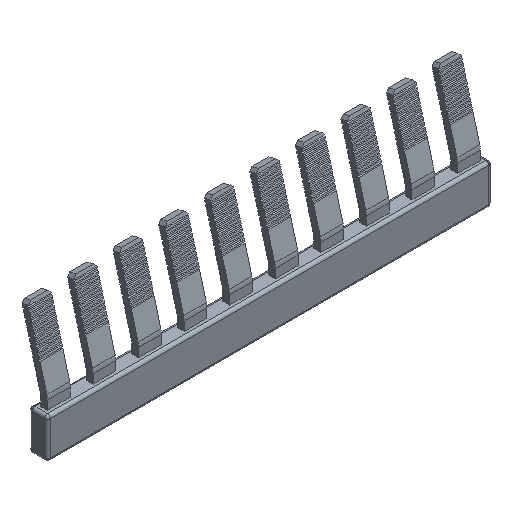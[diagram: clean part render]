
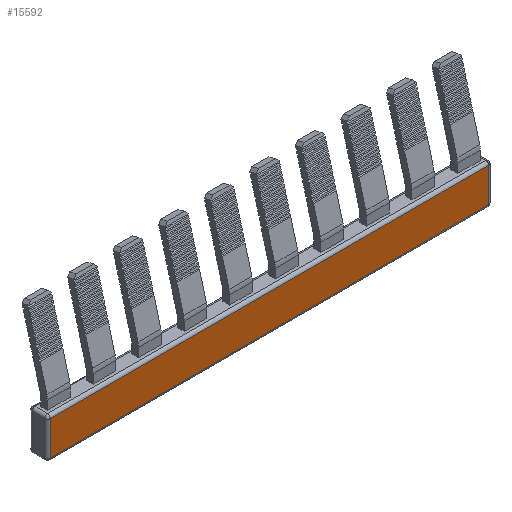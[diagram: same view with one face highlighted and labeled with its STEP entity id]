
A CAD part, isometric view. The second image highlights one B-rep face of the part: STEP entity #15592.
In plain terms, the highlighted planar face has unit normal (0, -1, 0).
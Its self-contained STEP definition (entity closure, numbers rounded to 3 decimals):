
#179 = LINE ( 'NONE', #3204, #1149 ) ;
#736 = CARTESIAN_POINT ( 'NONE',  ( -38.5, -1.6, 5.56 ) ) ;
#807 = EDGE_CURVE ( 'NONE', #25355, #34923, #7337, .T. ) ;
#921 = LINE ( 'NONE', #27995, #6961 ) ;
#1082 = VECTOR ( 'NONE', #17525, 1000. ) ;
#1149 = VECTOR ( 'NONE', #25085, 1000. ) ;
#1972 = DIRECTION ( 'NONE',  ( 1., 0., 0. ) ) ;
#2154 = CARTESIAN_POINT ( 'NONE',  ( 38.5, -1.6, 5.56 ) ) ;
#3204 = CARTESIAN_POINT ( 'NONE',  ( 38.5, -1.6, -0.44 ) ) ;
#3749 = ORIENTED_EDGE ( 'NONE', *, *, #22247, .T. ) ;
#6961 = VECTOR ( 'NONE', #30500, 1000. ) ;
#7007 = PLANE ( 'NONE',  #12253 ) ;
#7188 = CARTESIAN_POINT ( 'NONE',  ( 38.5, -1.6, -0.44 ) ) ;
#7288 = EDGE_CURVE ( 'NONE', #25113, #19958, #25792, .T. ) ;
#7337 = LINE ( 'NONE', #32078, #7926 ) ;
#7926 = VECTOR ( 'NONE', #10016, 1000. ) ;
#10016 = DIRECTION ( 'NONE',  ( 0., 0., -1. ) ) ;
#11687 = ORIENTED_EDGE ( 'NONE', *, *, #26288, .T. ) ;
#12253 = AXIS2_PLACEMENT_3D ( 'NONE', #2154, #20632, #1972 ) ;
#13967 = ORIENTED_EDGE ( 'NONE', *, *, #7288, .T. ) ;
#15592 = ADVANCED_FACE ( 'NONE', ( #20793 ), #7007, .F. ) ;
#17525 = DIRECTION ( 'NONE',  ( 0., 0., 1. ) ) ;
#17881 = CARTESIAN_POINT ( 'NONE',  ( 38.5, -1.6, 5.56 ) ) ;
#17900 = CARTESIAN_POINT ( 'NONE',  ( -38.5, -1.6, -0.44 ) ) ;
#19958 = VERTEX_POINT ( 'NONE', #31468 ) ;
#20632 = DIRECTION ( 'NONE',  ( 0., 1., 0. ) ) ;
#20793 = FACE_OUTER_BOUND ( 'NONE', #33510, .T. ) ;
#22247 = EDGE_CURVE ( 'NONE', #34923, #25113, #179, .T. ) ;
#25085 = DIRECTION ( 'NONE',  ( 1., 0., 0. ) ) ;
#25113 = VERTEX_POINT ( 'NONE', #7188 ) ;
#25355 = VERTEX_POINT ( 'NONE', #736 ) ;
#25792 = LINE ( 'NONE', #17881, #1082 ) ;
#26288 = EDGE_CURVE ( 'NONE', #19958, #25355, #921, .T. ) ;
#27995 = CARTESIAN_POINT ( 'NONE',  ( -38.5, -1.6, 5.56 ) ) ;
#30500 = DIRECTION ( 'NONE',  ( -1., 0., 0. ) ) ;
#31030 = ORIENTED_EDGE ( 'NONE', *, *, #807, .T. ) ;
#31468 = CARTESIAN_POINT ( 'NONE',  ( 38.5, -1.6, 5.56 ) ) ;
#32078 = CARTESIAN_POINT ( 'NONE',  ( -38.5, -1.6, -0.44 ) ) ;
#33510 = EDGE_LOOP ( 'NONE', ( #31030, #3749, #13967, #11687 ) ) ;
#34923 = VERTEX_POINT ( 'NONE', #17900 ) ;
